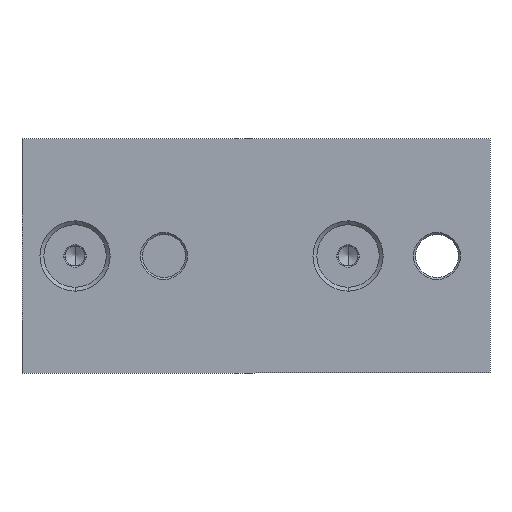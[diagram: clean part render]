
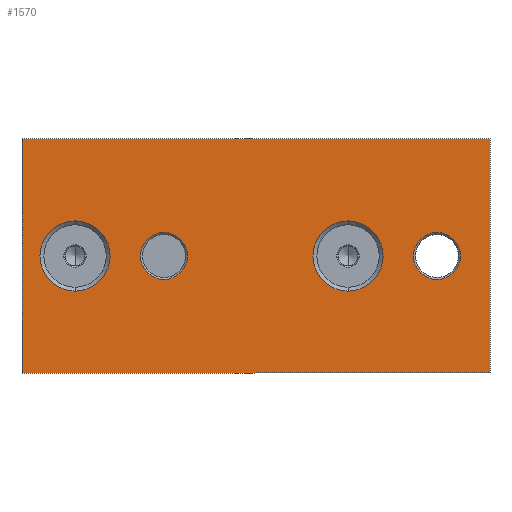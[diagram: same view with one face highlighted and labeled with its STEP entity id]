
A CAD part, left-side view. The second image highlights one B-rep face of the part: STEP entity #1570.
In plain terms, the highlighted planar face has unit normal (-1, 0, 0).
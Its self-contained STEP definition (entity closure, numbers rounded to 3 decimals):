
#3 = EDGE_LOOP ( 'NONE', ( #1818, #1143 ) ) ;
#38 = CARTESIAN_POINT ( 'NONE',  ( -6., 46.4, 0. ) ) ;
#108 = DIRECTION ( 'NONE',  ( 1., 0., 0. ) ) ;
#127 = VECTOR ( 'NONE', #786, 1000. ) ;
#144 = EDGE_CURVE ( 'NONE', #756, #2436, #2015, .T. ) ;
#148 = CARTESIAN_POINT ( 'NONE',  ( -6., 46.4, 0. ) ) ;
#149 = ORIENTED_EDGE ( 'NONE', *, *, #144, .F. ) ;
#152 = LINE ( 'NONE', #2073, #2967 ) ;
#163 = EDGE_CURVE ( 'NONE', #656, #853, #1870, .T. ) ;
#180 = CARTESIAN_POINT ( 'NONE',  ( -6., 60., -30. ) ) ;
#261 = CARTESIAN_POINT ( 'NONE',  ( -6., 0., 0. ) ) ;
#287 = LINE ( 'NONE', #1423, #1278 ) ;
#311 = CARTESIAN_POINT ( 'NONE',  ( -6., -23.6, -9. ) ) ;
#335 = CIRCLE ( 'NONE', #1881, 9. ) ;
#347 = ORIENTED_EDGE ( 'NONE', *, *, #2800, .F. ) ;
#409 = CARTESIAN_POINT ( 'NONE',  ( -6., -60., -30. ) ) ;
#417 = ORIENTED_EDGE ( 'NONE', *, *, #163, .T. ) ;
#448 = EDGE_CURVE ( 'NONE', #2796, #3025, #1212, .T. ) ;
#462 = DIRECTION ( 'NONE',  ( 1., 0., 0. ) ) ;
#475 = VECTOR ( 'NONE', #1903, 1000. ) ;
#492 = CARTESIAN_POINT ( 'NONE',  ( -6., -46.4, 0. ) ) ;
#640 = CIRCLE ( 'NONE', #1123, 6. ) ;
#656 = VERTEX_POINT ( 'NONE', #2701 ) ;
#699 = DIRECTION ( 'NONE',  ( 0., 0., 1. ) ) ;
#715 = DIRECTION ( 'NONE',  ( 0., 0., -1. ) ) ;
#718 = DIRECTION ( 'NONE',  ( 1., 0., 0. ) ) ;
#729 = FACE_BOUND ( 'NONE', #1788, .T. ) ;
#756 = VERTEX_POINT ( 'NONE', #1268 ) ;
#774 = DIRECTION ( 'NONE',  ( 0., 0., 1. ) ) ;
#786 = DIRECTION ( 'NONE',  ( 0., 1., 0. ) ) ;
#818 = EDGE_CURVE ( 'NONE', #1470, #849, #1009, .T. ) ;
#849 = VERTEX_POINT ( 'NONE', #180 ) ;
#853 = VERTEX_POINT ( 'NONE', #904 ) ;
#874 = CARTESIAN_POINT ( 'NONE',  ( -6., -23.6, 9. ) ) ;
#878 = CIRCLE ( 'NONE', #2921, 6. ) ;
#904 = CARTESIAN_POINT ( 'NONE',  ( -6., -46.4, -6. ) ) ;
#934 = CARTESIAN_POINT ( 'NONE',  ( -6., -46.4, 0. ) ) ;
#985 = ORIENTED_EDGE ( 'NONE', *, *, #2346, .F. ) ;
#1009 = LINE ( 'NONE', #1978, #127 ) ;
#1049 = DIRECTION ( 'NONE',  ( 0., 0., -1. ) ) ;
#1059 = AXIS2_PLACEMENT_3D ( 'NONE', #1346, #1821, #1842 ) ;
#1107 = DIRECTION ( 'NONE',  ( -1., 0., 0. ) ) ;
#1123 = AXIS2_PLACEMENT_3D ( 'NONE', #1573, #108, #1049 ) ;
#1128 = CIRCLE ( 'NONE', #2869, 9. ) ;
#1143 = ORIENTED_EDGE ( 'NONE', *, *, #2955, .T. ) ;
#1194 = DIRECTION ( 'NONE',  ( -1., 0., 0. ) ) ;
#1207 = DIRECTION ( 'NONE',  ( 1., 0., 0. ) ) ;
#1212 = CIRCLE ( 'NONE', #1059, 9. ) ;
#1235 = DIRECTION ( 'NONE',  ( 0., -1., 0. ) ) ;
#1246 = EDGE_LOOP ( 'NONE', ( #1698, #985, #2614, #2792 ) ) ;
#1258 = LINE ( 'NONE', #1433, #475 ) ;
#1268 = CARTESIAN_POINT ( 'NONE',  ( -6., 46.4, -9. ) ) ;
#1278 = VECTOR ( 'NONE', #1235, 1000. ) ;
#1346 = CARTESIAN_POINT ( 'NONE',  ( -6., -23.6, 0. ) ) ;
#1404 = CARTESIAN_POINT ( 'NONE',  ( -6., 60., 30. ) ) ;
#1423 = CARTESIAN_POINT ( 'NONE',  ( -6., 60., 30. ) ) ;
#1433 = CARTESIAN_POINT ( 'NONE',  ( -6., -60., 30. ) ) ;
#1470 = VERTEX_POINT ( 'NONE', #409 ) ;
#1471 = EDGE_LOOP ( 'NONE', ( #1863, #2397 ) ) ;
#1558 = EDGE_CURVE ( 'NONE', #2245, #1470, #1258, .T. ) ;
#1570 = ADVANCED_FACE ( 'NONE', ( #729, #1935, #2644, #1684, #2881 ), #2442, .F. ) ;
#1573 = CARTESIAN_POINT ( 'NONE',  ( -6., 23.6, 0. ) ) ;
#1626 = AXIS2_PLACEMENT_3D ( 'NONE', #261, #1207, #2208 ) ;
#1672 = DIRECTION ( 'NONE',  ( 0., 0., -1. ) ) ;
#1684 = FACE_OUTER_BOUND ( 'NONE', #1246, .T. ) ;
#1698 = ORIENTED_EDGE ( 'NONE', *, *, #2498, .F. ) ;
#1780 = EDGE_CURVE ( 'NONE', #2741, #2400, #640, .T. ) ;
#1788 = EDGE_LOOP ( 'NONE', ( #417, #2732 ) ) ;
#1818 = ORIENTED_EDGE ( 'NONE', *, *, #1780, .T. ) ;
#1821 = DIRECTION ( 'NONE',  ( -1., 0., 0. ) ) ;
#1842 = DIRECTION ( 'NONE',  ( 0., 0., 1. ) ) ;
#1855 = DIRECTION ( 'NONE',  ( 0., 0., 1. ) ) ;
#1863 = ORIENTED_EDGE ( 'NONE', *, *, #448, .F. ) ;
#1870 = CIRCLE ( 'NONE', #2854, 6. ) ;
#1881 = AXIS2_PLACEMENT_3D ( 'NONE', #2830, #2636, #699 ) ;
#1903 = DIRECTION ( 'NONE',  ( 0., 0., -1. ) ) ;
#1904 = CARTESIAN_POINT ( 'NONE',  ( -6., 23.6, 0. ) ) ;
#1935 = FACE_BOUND ( 'NONE', #3, .T. ) ;
#1936 = AXIS2_PLACEMENT_3D ( 'NONE', #1904, #718, #1672 ) ;
#1957 = VERTEX_POINT ( 'NONE', #1404 ) ;
#1978 = CARTESIAN_POINT ( 'NONE',  ( -6., 60., -30. ) ) ;
#2015 = CIRCLE ( 'NONE', #2459, 9. ) ;
#2068 = DIRECTION ( 'NONE',  ( 0., 0., 1. ) ) ;
#2073 = CARTESIAN_POINT ( 'NONE',  ( -6., 60., 30. ) ) ;
#2157 = CARTESIAN_POINT ( 'NONE',  ( -6., 23.6, -6. ) ) ;
#2208 = DIRECTION ( 'NONE',  ( 0., 0., -1. ) ) ;
#2245 = VERTEX_POINT ( 'NONE', #2734 ) ;
#2296 = CARTESIAN_POINT ( 'NONE',  ( -6., 23.6, 6. ) ) ;
#2327 = CIRCLE ( 'NONE', #1936, 6. ) ;
#2346 = EDGE_CURVE ( 'NONE', #849, #1957, #152, .T. ) ;
#2390 = DIRECTION ( 'NONE',  ( 1., 0., 0. ) ) ;
#2397 = ORIENTED_EDGE ( 'NONE', *, *, #2505, .F. ) ;
#2400 = VERTEX_POINT ( 'NONE', #2157 ) ;
#2436 = VERTEX_POINT ( 'NONE', #2624 ) ;
#2442 = PLANE ( 'NONE',  #1626 ) ;
#2459 = AXIS2_PLACEMENT_3D ( 'NONE', #38, #1194, #774 ) ;
#2464 = EDGE_CURVE ( 'NONE', #853, #656, #878, .T. ) ;
#2498 = EDGE_CURVE ( 'NONE', #1957, #2245, #287, .T. ) ;
#2505 = EDGE_CURVE ( 'NONE', #3025, #2796, #335, .T. ) ;
#2614 = ORIENTED_EDGE ( 'NONE', *, *, #818, .F. ) ;
#2624 = CARTESIAN_POINT ( 'NONE',  ( -6., 46.4, 9. ) ) ;
#2636 = DIRECTION ( 'NONE',  ( -1., 0., 0. ) ) ;
#2644 = FACE_BOUND ( 'NONE', #1471, .T. ) ;
#2701 = CARTESIAN_POINT ( 'NONE',  ( -6., -46.4, 6. ) ) ;
#2721 = EDGE_LOOP ( 'NONE', ( #347, #149 ) ) ;
#2732 = ORIENTED_EDGE ( 'NONE', *, *, #2464, .T. ) ;
#2734 = CARTESIAN_POINT ( 'NONE',  ( -6., -60., 30. ) ) ;
#2741 = VERTEX_POINT ( 'NONE', #2296 ) ;
#2792 = ORIENTED_EDGE ( 'NONE', *, *, #1558, .F. ) ;
#2796 = VERTEX_POINT ( 'NONE', #874 ) ;
#2800 = EDGE_CURVE ( 'NONE', #2436, #756, #1128, .T. ) ;
#2830 = CARTESIAN_POINT ( 'NONE',  ( -6., -23.6, 0. ) ) ;
#2854 = AXIS2_PLACEMENT_3D ( 'NONE', #492, #462, #715 ) ;
#2868 = DIRECTION ( 'NONE',  ( 0., 0., -1. ) ) ;
#2869 = AXIS2_PLACEMENT_3D ( 'NONE', #148, #1107, #2068 ) ;
#2881 = FACE_BOUND ( 'NONE', #2721, .T. ) ;
#2921 = AXIS2_PLACEMENT_3D ( 'NONE', #934, #2390, #2868 ) ;
#2955 = EDGE_CURVE ( 'NONE', #2400, #2741, #2327, .T. ) ;
#2967 = VECTOR ( 'NONE', #1855, 1000. ) ;
#3025 = VERTEX_POINT ( 'NONE', #311 ) ;
